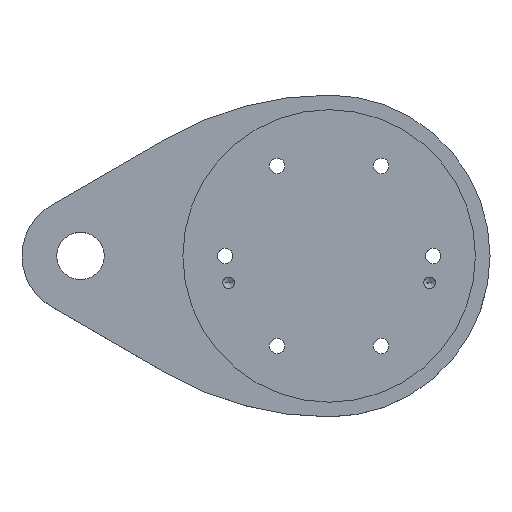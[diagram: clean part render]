
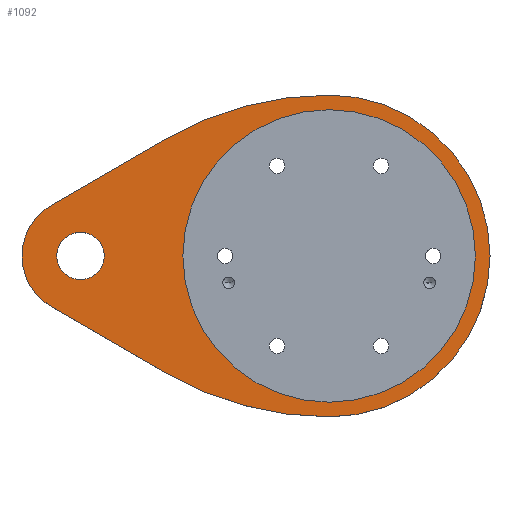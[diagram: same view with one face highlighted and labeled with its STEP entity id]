
A CAD part, top view. The second image highlights one B-rep face of the part: STEP entity #1092.
In plain terms, the highlighted planar face has unit normal (0, 0, 1).
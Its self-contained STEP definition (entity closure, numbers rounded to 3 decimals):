
#22 = CARTESIAN_POINT ( 'NONE',  ( 0., -55.981, 12. ) ) ;
#36 = ORIENTED_EDGE ( 'NONE', *, *, #437, .T. ) ;
#37 = CARTESIAN_POINT ( 'NONE',  ( 0., -55.981, 12. ) ) ;
#38 = DIRECTION ( 'NONE',  ( 0., 0., 1. ) ) ;
#46 = EDGE_LOOP ( 'NONE', ( #1545, #1076 ) ) ;
#54 = VERTEX_POINT ( 'NONE', #1382 ) ;
#63 = DIRECTION ( 'NONE',  ( -0.866, -0.5, 0. ) ) ;
#73 = EDGE_CURVE ( 'NONE', #938, #784, #1293, .T. ) ;
#78 = CARTESIAN_POINT ( 'NONE',  ( -85., 0., 12. ) ) ;
#86 = AXIS2_PLACEMENT_3D ( 'NONE', #628, #406, #1022 ) ;
#97 = VERTEX_POINT ( 'NONE', #1510 ) ;
#105 = DIRECTION ( 'NONE',  ( 1., 0., 0. ) ) ;
#117 = CIRCLE ( 'NONE', #1564, 8.1 ) ;
#146 = AXIS2_PLACEMENT_3D ( 'NONE', #37, #301, #167 ) ;
#154 = FACE_BOUND ( 'NONE', #46, .T. ) ;
#167 = DIRECTION ( 'NONE',  ( 1., 0., 0. ) ) ;
#171 = CIRCLE ( 'NONE', #1426, 20. ) ;
#173 = AXIS2_PLACEMENT_3D ( 'NONE', #803, #1289, #1164 ) ;
#191 = VECTOR ( 'NONE', #63, 1000. ) ;
#192 = EDGE_CURVE ( 'NONE', #992, #54, #960, .T. ) ;
#219 = DIRECTION ( 'NONE',  ( 1., 0., 0. ) ) ;
#262 = CARTESIAN_POINT ( 'NONE',  ( 0., 0., 12. ) ) ;
#275 = AXIS2_PLACEMENT_3D ( 'NONE', #1070, #1447, #105 ) ;
#301 = DIRECTION ( 'NONE',  ( 0., 0., 1. ) ) ;
#323 = CARTESIAN_POINT ( 'NONE',  ( -95., 17.321, 12. ) ) ;
#355 = EDGE_LOOP ( 'NONE', ( #686, #625, #748, #541, #1329, #1020, #358, #36 ) ) ;
#358 = ORIENTED_EDGE ( 'NONE', *, *, #192, .T. ) ;
#365 = EDGE_CURVE ( 'NONE', #1336, #1508, #830, .T. ) ;
#381 = VECTOR ( 'NONE', #471, 1000. ) ;
#385 = CARTESIAN_POINT ( 'NONE',  ( -85., 0., 12. ) ) ;
#406 = DIRECTION ( 'NONE',  ( 0., 0., 1. ) ) ;
#437 = EDGE_CURVE ( 'NONE', #54, #1025, #1226, .T. ) ;
#445 = CARTESIAN_POINT ( 'NONE',  ( -85., 0., 12. ) ) ;
#457 = CIRCLE ( 'NONE', #982, 8.1 ) ;
#471 = DIRECTION ( 'NONE',  ( 0.866, -0.5, 0. ) ) ;
#495 = DIRECTION ( 'NONE',  ( 1., 0., 0. ) ) ;
#518 = FACE_BOUND ( 'NONE', #779, .T. ) ;
#541 = ORIENTED_EDGE ( 'NONE', *, *, #73, .T. ) ;
#567 = DIRECTION ( 'NONE',  ( 0., 0., 1. ) ) ;
#568 = LINE ( 'NONE', #1089, #191 ) ;
#612 = DIRECTION ( 'NONE',  ( 1., 0., 0. ) ) ;
#618 = ORIENTED_EDGE ( 'NONE', *, *, #950, .F. ) ;
#625 = ORIENTED_EDGE ( 'NONE', *, *, #365, .T. ) ;
#628 = CARTESIAN_POINT ( 'NONE',  ( 0., 55.981, 12. ) ) ;
#649 = CIRCLE ( 'NONE', #1504, 55. ) ;
#686 = ORIENTED_EDGE ( 'NONE', *, *, #1466, .T. ) ;
#710 = CARTESIAN_POINT ( 'NONE',  ( -93.1, 0., 12. ) ) ;
#714 = VERTEX_POINT ( 'NONE', #1044 ) ;
#748 = ORIENTED_EDGE ( 'NONE', *, *, #1459, .T. ) ;
#755 = EDGE_CURVE ( 'NONE', #841, #992, #171, .T. ) ;
#757 = AXIS2_PLACEMENT_3D ( 'NONE', #821, #833, #1462 ) ;
#779 = EDGE_LOOP ( 'NONE', ( #1150, #618 ) ) ;
#781 = EDGE_CURVE ( 'NONE', #97, #1624, #826, .T. ) ;
#784 = VERTEX_POINT ( 'NONE', #1474 ) ;
#785 = CIRCLE ( 'NONE', #86, 110.981 ) ;
#803 = CARTESIAN_POINT ( 'NONE',  ( -85., 0., 12. ) ) ;
#821 = CARTESIAN_POINT ( 'NONE',  ( 0., 0., 12. ) ) ;
#826 = CIRCLE ( 'NONE', #275, 50. ) ;
#828 = EDGE_CURVE ( 'NONE', #714, #1178, #117, .T. ) ;
#830 = CIRCLE ( 'NONE', #932, 55. ) ;
#833 = DIRECTION ( 'NONE',  ( 0., 0., 1. ) ) ;
#841 = VERTEX_POINT ( 'NONE', #323 ) ;
#890 = DIRECTION ( 'NONE',  ( 0., 0., 1. ) ) ;
#932 = AXIS2_PLACEMENT_3D ( 'NONE', #1494, #1472, #219 ) ;
#938 = VERTEX_POINT ( 'NONE', #1248 ) ;
#950 = EDGE_CURVE ( 'NONE', #1178, #714, #457, .T. ) ;
#959 = AXIS2_PLACEMENT_3D ( 'NONE', #22, #38, #495 ) ;
#960 = CIRCLE ( 'NONE', #173, 20. ) ;
#982 = AXIS2_PLACEMENT_3D ( 'NONE', #385, #993, #612 ) ;
#992 = VERTEX_POINT ( 'NONE', #1496 ) ;
#993 = DIRECTION ( 'NONE',  ( 0., 0., 1. ) ) ;
#997 = CARTESIAN_POINT ( 'NONE',  ( 0., -55., 12. ) ) ;
#1017 = CARTESIAN_POINT ( 'NONE',  ( -55.49, -40.131, 12. ) ) ;
#1020 = ORIENTED_EDGE ( 'NONE', *, *, #755, .T. ) ;
#1022 = DIRECTION ( 'NONE',  ( -1., 0., 0. ) ) ;
#1025 = VERTEX_POINT ( 'NONE', #1017 ) ;
#1026 = PLANE ( 'NONE',  #146 ) ;
#1044 = CARTESIAN_POINT ( 'NONE',  ( -76.9, 0., 12. ) ) ;
#1070 = CARTESIAN_POINT ( 'NONE',  ( 0., 0., 12. ) ) ;
#1073 = DIRECTION ( 'NONE',  ( 1., 0., 0. ) ) ;
#1076 = ORIENTED_EDGE ( 'NONE', *, *, #1188, .F. ) ;
#1089 = CARTESIAN_POINT ( 'NONE',  ( -55.49, 40.131, 12. ) ) ;
#1092 = ADVANCED_FACE ( 'NONE', ( #518, #154, #1558 ), #1026, .T. ) ;
#1150 = ORIENTED_EDGE ( 'NONE', *, *, #828, .F. ) ;
#1152 = CARTESIAN_POINT ( 'NONE',  ( 55., 0., 12. ) ) ;
#1159 = DIRECTION ( 'NONE',  ( 1., 0., 0. ) ) ;
#1164 = DIRECTION ( 'NONE',  ( 1., 0., 0. ) ) ;
#1178 = VERTEX_POINT ( 'NONE', #710 ) ;
#1188 = EDGE_CURVE ( 'NONE', #1624, #97, #1368, .T. ) ;
#1205 = CARTESIAN_POINT ( 'NONE',  ( -50., 0., 12. ) ) ;
#1210 = DIRECTION ( 'NONE',  ( 1., 0., 0. ) ) ;
#1214 = EDGE_CURVE ( 'NONE', #784, #841, #568, .T. ) ;
#1219 = DIRECTION ( 'NONE',  ( 0., 0., 1. ) ) ;
#1226 = LINE ( 'NONE', #1612, #381 ) ;
#1248 = CARTESIAN_POINT ( 'NONE',  ( 0., 55., 12. ) ) ;
#1289 = DIRECTION ( 'NONE',  ( 0., 0., 1. ) ) ;
#1293 = CIRCLE ( 'NONE', #959, 110.981 ) ;
#1329 = ORIENTED_EDGE ( 'NONE', *, *, #1214, .T. ) ;
#1336 = VERTEX_POINT ( 'NONE', #997 ) ;
#1368 = CIRCLE ( 'NONE', #757, 50. ) ;
#1382 = CARTESIAN_POINT ( 'NONE',  ( -95., -17.321, 12. ) ) ;
#1426 = AXIS2_PLACEMENT_3D ( 'NONE', #78, #567, #1073 ) ;
#1447 = DIRECTION ( 'NONE',  ( 0., 0., 1. ) ) ;
#1459 = EDGE_CURVE ( 'NONE', #1508, #938, #649, .T. ) ;
#1462 = DIRECTION ( 'NONE',  ( 1., 0., 0. ) ) ;
#1466 = EDGE_CURVE ( 'NONE', #1025, #1336, #785, .T. ) ;
#1472 = DIRECTION ( 'NONE',  ( 0., 0., 1. ) ) ;
#1474 = CARTESIAN_POINT ( 'NONE',  ( -55.49, 40.131, 12. ) ) ;
#1494 = CARTESIAN_POINT ( 'NONE',  ( 0., 0., 12. ) ) ;
#1496 = CARTESIAN_POINT ( 'NONE',  ( -105., 0., 12. ) ) ;
#1504 = AXIS2_PLACEMENT_3D ( 'NONE', #262, #890, #1159 ) ;
#1508 = VERTEX_POINT ( 'NONE', #1152 ) ;
#1510 = CARTESIAN_POINT ( 'NONE',  ( 50., 0., 12. ) ) ;
#1545 = ORIENTED_EDGE ( 'NONE', *, *, #781, .F. ) ;
#1558 = FACE_OUTER_BOUND ( 'NONE', #355, .T. ) ;
#1564 = AXIS2_PLACEMENT_3D ( 'NONE', #445, #1219, #1210 ) ;
#1612 = CARTESIAN_POINT ( 'NONE',  ( -95., -17.321, 12. ) ) ;
#1624 = VERTEX_POINT ( 'NONE', #1205 ) ;
